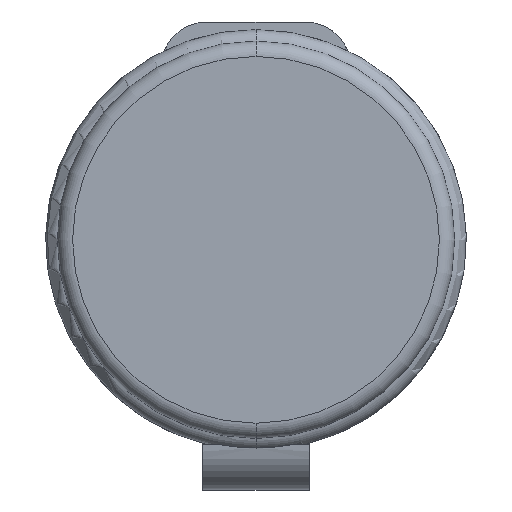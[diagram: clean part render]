
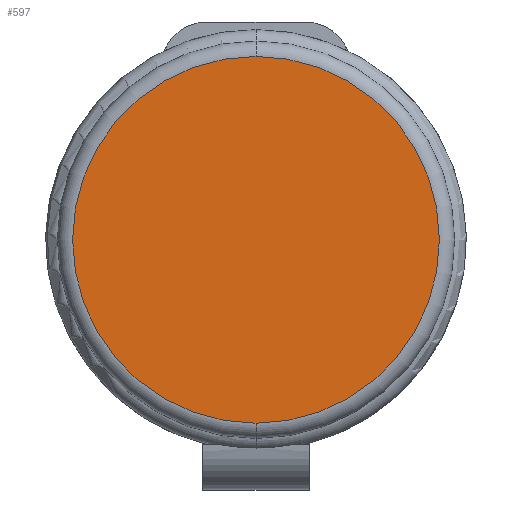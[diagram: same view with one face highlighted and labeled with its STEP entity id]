
A CAD part, front view. The second image highlights one B-rep face of the part: STEP entity #597.
In plain terms, the highlighted planar face has unit normal (0, -1, 0).
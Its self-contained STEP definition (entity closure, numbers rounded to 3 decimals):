
#26 = VERTEX_POINT ( 'NONE', #92 ) ;
#92 = CARTESIAN_POINT ( 'NONE',  ( 0., 0., -12. ) ) ;
#201 = PLANE ( 'NONE',  #1878 ) ;
#215 = ORIENTED_EDGE ( 'NONE', *, *, #1622, .T. ) ;
#489 = DIRECTION ( 'NONE',  ( 0., 1., 0. ) ) ;
#533 = EDGE_CURVE ( 'NONE', #1407, #26, #1722, .T. ) ;
#597 = ADVANCED_FACE ( 'NONE', ( #1183 ), #201, .F. ) ;
#646 = CARTESIAN_POINT ( 'NONE',  ( 0., 0., 0. ) ) ;
#688 = EDGE_LOOP ( 'NONE', ( #1246, #215 ) ) ;
#838 = AXIS2_PLACEMENT_3D ( 'NONE', #990, #1271, #1412 ) ;
#990 = CARTESIAN_POINT ( 'NONE',  ( 0., 0., 0. ) ) ;
#1000 = DIRECTION ( 'NONE',  ( 0., -1., 0. ) ) ;
#1119 = AXIS2_PLACEMENT_3D ( 'NONE', #1709, #1000, #1744 ) ;
#1183 = FACE_OUTER_BOUND ( 'NONE', #688, .T. ) ;
#1199 = CIRCLE ( 'NONE', #1119, 12. ) ;
#1212 = DIRECTION ( 'NONE',  ( 0., 0., 1. ) ) ;
#1246 = ORIENTED_EDGE ( 'NONE', *, *, #533, .T. ) ;
#1271 = DIRECTION ( 'NONE',  ( 0., -1., 0. ) ) ;
#1407 = VERTEX_POINT ( 'NONE', #1563 ) ;
#1412 = DIRECTION ( 'NONE',  ( 0., 0., 1. ) ) ;
#1563 = CARTESIAN_POINT ( 'NONE',  ( 0., 0., 12. ) ) ;
#1622 = EDGE_CURVE ( 'NONE', #26, #1407, #1199, .T. ) ;
#1709 = CARTESIAN_POINT ( 'NONE',  ( 0., 0., 0. ) ) ;
#1722 = CIRCLE ( 'NONE', #838, 12. ) ;
#1744 = DIRECTION ( 'NONE',  ( 0., 0., 1. ) ) ;
#1878 = AXIS2_PLACEMENT_3D ( 'NONE', #646, #489, #1212 ) ;
